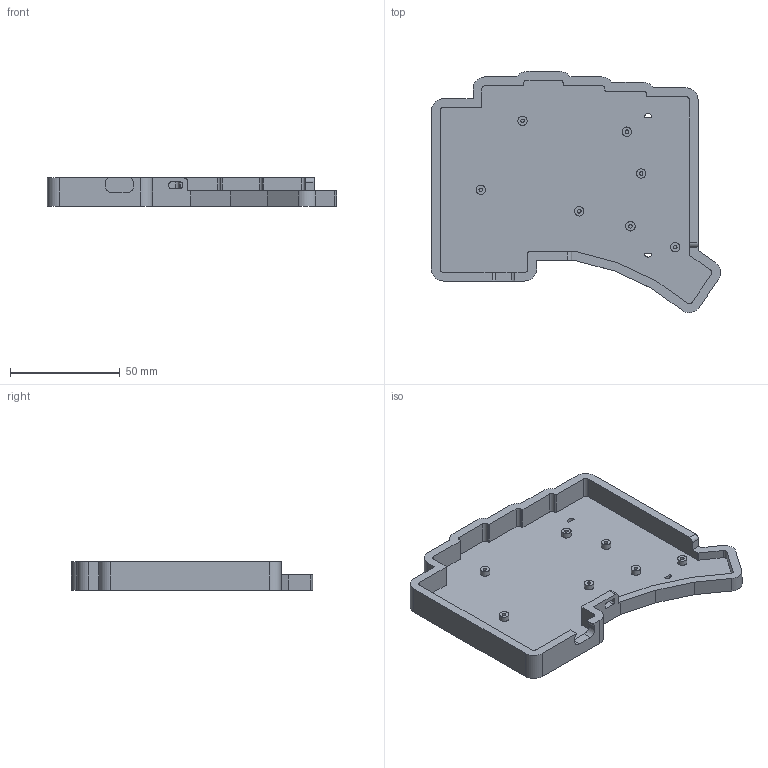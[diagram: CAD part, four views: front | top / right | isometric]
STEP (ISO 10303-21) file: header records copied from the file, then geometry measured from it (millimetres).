
FILE_DESCRIPTION(/* description */ ('KiCad electronic assembly'),/* implementation_level */ '2;1');
FILE_NAME(/* name */ 'pinkeybd_L_ver2.1_bottom_case.step',/* time_stamp */ '2025-10-27T21:31:35+09:00',/* author */ (''),/* organization */ (''),/* preprocessor_version */ 'ST-DEVELOPER v20.1',/* originating_system */ 'Autodesk Translation Framework v14.17.0.0',/* authorisation */ '');
FILE_SCHEMA (('AUTOMOTIVE_DESIGN { 1 0 10303 214 3 1 1 }'));
Length unit declared in the file: millimetre
Products named in the file (2): pinkeybd_L 1; R_Axial_DIN0207_L6.3mm_D2.5mm_P7.62mm_Horizontal
Assembly tree (1 placements, depth 2):
  pinkeybd_L 1
    R_Axial_DIN0207_L6.3mm_D2.5mm_P7.62mm_Horizontal
Bounding box: 132.01 x 110.08 x 13 mm (x, y, z)
Volume: 48367.1 mm3; surface area: 31689.5 mm2
Topology: 1 solids, 1 shells, 139 faces, 351 edges, 234 vertices
Faces by surface type: plane 74, cylinder 65
Full cylindrical faces by diameter (mm): 1.623 x7, 3.2 x6, 4.3 x7
Entity records: 4280 total; most frequent: DIRECTION 765, CARTESIAN_POINT 727, ORIENTED_EDGE 702, EDGE_CURVE 351, AXIS2_PLACEMENT_3D 272, VERTEX_POINT 234, LINE 221, VECTOR 221
